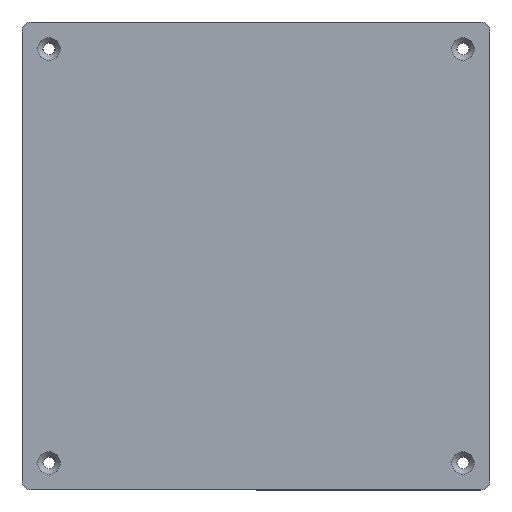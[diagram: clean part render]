
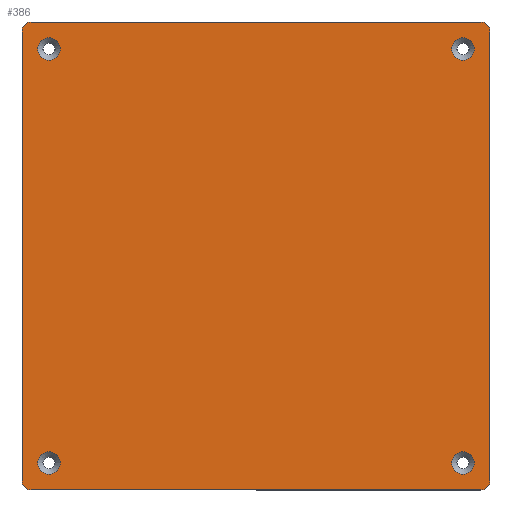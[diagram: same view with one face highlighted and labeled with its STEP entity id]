
A CAD part, top view. The second image highlights one B-rep face of the part: STEP entity #386.
In plain terms, the highlighted planar face has unit normal (0, 0, 1).
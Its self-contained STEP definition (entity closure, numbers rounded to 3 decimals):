
#7 = ORIENTED_EDGE ( 'NONE', *, *, #647, .T. ) ;
#8 = VECTOR ( 'NONE', #137, 1000. ) ;
#9 = CARTESIAN_POINT ( 'NONE',  ( 130., -125., 3. ) ) ;
#14 = ORIENTED_EDGE ( 'NONE', *, *, #586, .T. ) ;
#19 = CARTESIAN_POINT ( 'NONE',  ( 115., -115., 3. ) ) ;
#29 = CARTESIAN_POINT ( 'NONE',  ( -125., -125., 3. ) ) ;
#33 = CARTESIAN_POINT ( 'NONE',  ( 125., 125., 3. ) ) ;
#34 = DIRECTION ( 'NONE',  ( -1., 0., 0. ) ) ;
#38 = CARTESIAN_POINT ( 'NONE',  ( -125., 125., 3. ) ) ;
#40 = AXIS2_PLACEMENT_3D ( 'NONE', #19, #574, #318 ) ;
#45 = VERTEX_POINT ( 'NONE', #517 ) ;
#49 = VERTEX_POINT ( 'NONE', #570 ) ;
#60 = DIRECTION ( 'NONE',  ( -1., 0., 0. ) ) ;
#62 = CARTESIAN_POINT ( 'NONE',  ( -125., -125., 3. ) ) ;
#66 = EDGE_CURVE ( 'NONE', #208, #295, #520, .T. ) ;
#67 = VERTEX_POINT ( 'NONE', #204 ) ;
#71 = CARTESIAN_POINT ( 'NONE',  ( 125., 130., 3. ) ) ;
#75 = CIRCLE ( 'NONE', #449, 5. ) ;
#84 = LINE ( 'NONE', #243, #8 ) ;
#87 = CIRCLE ( 'NONE', #116, 5. ) ;
#91 = VERTEX_POINT ( 'NONE', #356 ) ;
#98 = ORIENTED_EDGE ( 'NONE', *, *, #198, .T. ) ;
#105 = VERTEX_POINT ( 'NONE', #316 ) ;
#107 = CARTESIAN_POINT ( 'NONE',  ( -115., 115., 3. ) ) ;
#110 = CARTESIAN_POINT ( 'NONE',  ( 108.75, 115., 3. ) ) ;
#113 = CARTESIAN_POINT ( 'NONE',  ( 125., -125., 3. ) ) ;
#116 = AXIS2_PLACEMENT_3D ( 'NONE', #33, #502, #238 ) ;
#118 = CARTESIAN_POINT ( 'NONE',  ( -115., 115., 3. ) ) ;
#129 = CARTESIAN_POINT ( 'NONE',  ( -108.75, 115., 3. ) ) ;
#131 = CARTESIAN_POINT ( 'NONE',  ( -125., -130., 3. ) ) ;
#133 = DIRECTION ( 'NONE',  ( 0., 0., -1. ) ) ;
#137 = DIRECTION ( 'NONE',  ( -1., 0., 0. ) ) ;
#150 = ORIENTED_EDGE ( 'NONE', *, *, #374, .T. ) ;
#155 = EDGE_LOOP ( 'NONE', ( #246, #406 ) ) ;
#162 = CIRCLE ( 'NONE', #216, 6.25 ) ;
#163 = DIRECTION ( 'NONE',  ( 0., 0., -1. ) ) ;
#168 = VERTEX_POINT ( 'NONE', #129 ) ;
#170 = EDGE_LOOP ( 'NONE', ( #411, #516, #327, #470, #220, #217, #320, #7 ) ) ;
#173 = CIRCLE ( 'NONE', #436, 6.25 ) ;
#183 = AXIS2_PLACEMENT_3D ( 'NONE', #62, #224, #270 ) ;
#186 = DIRECTION ( 'NONE',  ( 1., 0., 0. ) ) ;
#192 = AXIS2_PLACEMENT_3D ( 'NONE', #113, #321, #427 ) ;
#197 = EDGE_LOOP ( 'NONE', ( #14, #98 ) ) ;
#198 = EDGE_CURVE ( 'NONE', #410, #49, #241, .T. ) ;
#204 = CARTESIAN_POINT ( 'NONE',  ( 125., -130., 3. ) ) ;
#208 = VERTEX_POINT ( 'NONE', #542 ) ;
#216 = AXIS2_PLACEMENT_3D ( 'NONE', #392, #286, #498 ) ;
#217 = ORIENTED_EDGE ( 'NONE', *, *, #288, .T. ) ;
#220 = ORIENTED_EDGE ( 'NONE', *, *, #637, .T. ) ;
#224 = DIRECTION ( 'NONE',  ( 0., 0., 1. ) ) ;
#232 = CARTESIAN_POINT ( 'NONE',  ( -130., -125., 3. ) ) ;
#236 = LINE ( 'NONE', #661, #642 ) ;
#237 = FACE_BOUND ( 'NONE', #521, .T. ) ;
#238 = DIRECTION ( 'NONE',  ( 1., 0., 0. ) ) ;
#239 = CARTESIAN_POINT ( 'NONE',  ( -108.75, -115., 3. ) ) ;
#241 = CIRCLE ( 'NONE', #387, 6.25 ) ;
#242 = EDGE_CURVE ( 'NONE', #295, #208, #590, .T. ) ;
#243 = CARTESIAN_POINT ( 'NONE',  ( 125., 130., 3. ) ) ;
#246 = ORIENTED_EDGE ( 'NONE', *, *, #592, .T. ) ;
#250 = VERTEX_POINT ( 'NONE', #393 ) ;
#258 = CIRCLE ( 'NONE', #464, 6.25 ) ;
#270 = DIRECTION ( 'NONE',  ( -1., 0., 0. ) ) ;
#277 = DIRECTION ( 'NONE',  ( 0., 0., -1. ) ) ;
#281 = DIRECTION ( 'NONE',  ( 0., 0., -1. ) ) ;
#283 = FACE_OUTER_BOUND ( 'NONE', #170, .T. ) ;
#286 = DIRECTION ( 'NONE',  ( 0., 0., -1. ) ) ;
#288 = EDGE_CURVE ( 'NONE', #466, #524, #84, .T. ) ;
#293 = AXIS2_PLACEMENT_3D ( 'NONE', #435, #133, #385 ) ;
#295 = VERTEX_POINT ( 'NONE', #239 ) ;
#296 = CIRCLE ( 'NONE', #183, 5. ) ;
#301 = VECTOR ( 'NONE', #348, 1000. ) ;
#304 = VERTEX_POINT ( 'NONE', #131 ) ;
#310 = AXIS2_PLACEMENT_3D ( 'NONE', #118, #434, #375 ) ;
#314 = EDGE_CURVE ( 'NONE', #524, #250, #75, .T. ) ;
#316 = CARTESIAN_POINT ( 'NONE',  ( -130., -125., 3. ) ) ;
#318 = DIRECTION ( 'NONE',  ( -1., 0., 0. ) ) ;
#320 = ORIENTED_EDGE ( 'NONE', *, *, #314, .T. ) ;
#321 = DIRECTION ( 'NONE',  ( 0., 0., 1. ) ) ;
#324 = AXIS2_PLACEMENT_3D ( 'NONE', #629, #525, #60 ) ;
#327 = ORIENTED_EDGE ( 'NONE', *, *, #444, .T. ) ;
#331 = DIRECTION ( 'NONE',  ( -1., 0., 0. ) ) ;
#337 = DIRECTION ( 'NONE',  ( 1., 0., 0. ) ) ;
#338 = FACE_BOUND ( 'NONE', #197, .T. ) ;
#348 = DIRECTION ( 'NONE',  ( 0., -1., 0. ) ) ;
#352 = ORIENTED_EDGE ( 'NONE', *, *, #416, .T. ) ;
#356 = CARTESIAN_POINT ( 'NONE',  ( 121.25, -115., 3. ) ) ;
#363 = VERTEX_POINT ( 'NONE', #659 ) ;
#371 = CARTESIAN_POINT ( 'NONE',  ( 130., 125., 3. ) ) ;
#374 = EDGE_CURVE ( 'NONE', #91, #45, #162, .T. ) ;
#375 = DIRECTION ( 'NONE',  ( -1., 0., 0. ) ) ;
#379 = ORIENTED_EDGE ( 'NONE', *, *, #242, .T. ) ;
#385 = DIRECTION ( 'NONE',  ( -1., 0., 0. ) ) ;
#386 = ADVANCED_FACE ( 'NONE', ( #237, #551, #596, #338, #283 ), #494, .F. ) ;
#387 = AXIS2_PLACEMENT_3D ( 'NONE', #589, #277, #331 ) ;
#392 = CARTESIAN_POINT ( 'NONE',  ( 115., -115., 3. ) ) ;
#393 = CARTESIAN_POINT ( 'NONE',  ( -130., 125., 3. ) ) ;
#399 = DIRECTION ( 'NONE',  ( 0., 0., 1. ) ) ;
#406 = ORIENTED_EDGE ( 'NONE', *, *, #491, .T. ) ;
#410 = VERTEX_POINT ( 'NONE', #110 ) ;
#411 = ORIENTED_EDGE ( 'NONE', *, *, #439, .T. ) ;
#416 = EDGE_CURVE ( 'NONE', #45, #91, #423, .T. ) ;
#423 = CIRCLE ( 'NONE', #40, 6.25 ) ;
#427 = DIRECTION ( 'NONE',  ( 1., 0., 0. ) ) ;
#434 = DIRECTION ( 'NONE',  ( 0., 0., -1. ) ) ;
#435 = CARTESIAN_POINT ( 'NONE',  ( -115., -115., 3. ) ) ;
#436 = AXIS2_PLACEMENT_3D ( 'NONE', #537, #163, #571 ) ;
#439 = EDGE_CURVE ( 'NONE', #105, #304, #296, .T. ) ;
#444 = EDGE_CURVE ( 'NONE', #67, #463, #660, .T. ) ;
#445 = DIRECTION ( 'NONE',  ( 0., 1., 0. ) ) ;
#449 = AXIS2_PLACEMENT_3D ( 'NONE', #38, #399, #186 ) ;
#463 = VERTEX_POINT ( 'NONE', #9 ) ;
#464 = AXIS2_PLACEMENT_3D ( 'NONE', #107, #281, #658 ) ;
#466 = VERTEX_POINT ( 'NONE', #71 ) ;
#470 = ORIENTED_EDGE ( 'NONE', *, *, #628, .T. ) ;
#478 = CARTESIAN_POINT ( 'NONE',  ( -125., 130., 3. ) ) ;
#491 = EDGE_CURVE ( 'NONE', #363, #168, #496, .T. ) ;
#494 = PLANE ( 'NONE',  #631 ) ;
#496 = CIRCLE ( 'NONE', #310, 6.25 ) ;
#498 = DIRECTION ( 'NONE',  ( -1., 0., 0. ) ) ;
#502 = DIRECTION ( 'NONE',  ( 0., 0., 1. ) ) ;
#516 = ORIENTED_EDGE ( 'NONE', *, *, #643, .T. ) ;
#517 = CARTESIAN_POINT ( 'NONE',  ( 108.75, -115., 3. ) ) ;
#520 = CIRCLE ( 'NONE', #324, 6.25 ) ;
#521 = EDGE_LOOP ( 'NONE', ( #379, #625 ) ) ;
#524 = VERTEX_POINT ( 'NONE', #478 ) ;
#525 = DIRECTION ( 'NONE',  ( 0., 0., -1. ) ) ;
#537 = CARTESIAN_POINT ( 'NONE',  ( 115., 115., 3. ) ) ;
#542 = CARTESIAN_POINT ( 'NONE',  ( -121.25, -115., 3. ) ) ;
#547 = LINE ( 'NONE', #232, #301 ) ;
#551 = FACE_BOUND ( 'NONE', #155, .T. ) ;
#562 = VERTEX_POINT ( 'NONE', #371 ) ;
#570 = CARTESIAN_POINT ( 'NONE',  ( 121.25, 115., 3. ) ) ;
#571 = DIRECTION ( 'NONE',  ( -1., 0., 0. ) ) ;
#574 = DIRECTION ( 'NONE',  ( 0., 0., -1. ) ) ;
#586 = EDGE_CURVE ( 'NONE', #49, #410, #173, .T. ) ;
#589 = CARTESIAN_POINT ( 'NONE',  ( 115., 115., 3. ) ) ;
#590 = CIRCLE ( 'NONE', #293, 6.25 ) ;
#592 = EDGE_CURVE ( 'NONE', #168, #363, #258, .T. ) ;
#596 = FACE_BOUND ( 'NONE', #611, .T. ) ;
#607 = VECTOR ( 'NONE', #337, 1000. ) ;
#610 = LINE ( 'NONE', #652, #607 ) ;
#611 = EDGE_LOOP ( 'NONE', ( #150, #352 ) ) ;
#625 = ORIENTED_EDGE ( 'NONE', *, *, #66, .T. ) ;
#628 = EDGE_CURVE ( 'NONE', #463, #562, #236, .T. ) ;
#629 = CARTESIAN_POINT ( 'NONE',  ( -115., -115., 3. ) ) ;
#631 = AXIS2_PLACEMENT_3D ( 'NONE', #29, #653, #34 ) ;
#637 = EDGE_CURVE ( 'NONE', #562, #466, #87, .T. ) ;
#642 = VECTOR ( 'NONE', #445, 1000. ) ;
#643 = EDGE_CURVE ( 'NONE', #304, #67, #610, .T. ) ;
#647 = EDGE_CURVE ( 'NONE', #250, #105, #547, .T. ) ;
#652 = CARTESIAN_POINT ( 'NONE',  ( 125., -130., 3. ) ) ;
#653 = DIRECTION ( 'NONE',  ( 0., 0., -1. ) ) ;
#658 = DIRECTION ( 'NONE',  ( -1., 0., 0. ) ) ;
#659 = CARTESIAN_POINT ( 'NONE',  ( -121.25, 115., 3. ) ) ;
#660 = CIRCLE ( 'NONE', #192, 5. ) ;
#661 = CARTESIAN_POINT ( 'NONE',  ( 130., -125., 3. ) ) ;
